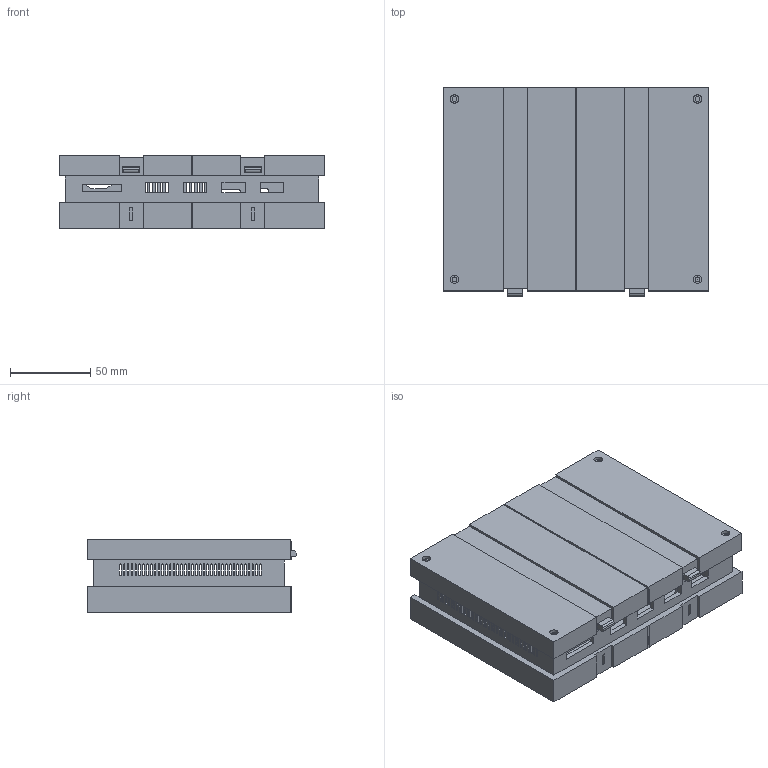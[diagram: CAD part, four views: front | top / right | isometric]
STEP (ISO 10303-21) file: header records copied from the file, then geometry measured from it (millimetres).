
FILE_DESCRIPTION(/* description */ (''),/* implementation_level */ '2;1');
FILE_NAME(/* name */ 'SwitchDock2 v54.step',/* time_stamp */ '2024-09-19T22:13:59+09:00',/* author */ (''),/* organization */ (''),/* preprocessor_version */ 'ST-DEVELOPER v20',/* originating_system */ 'Autodesk Translation Framework v13.14.0.145',/* authorisation */ '');
FILE_SCHEMA (('AUTOMOTIVE_DESIGN { 1 0 10303 214 3 1 1 }'));
Length unit declared in the file: millimetre
Products named in the file (22): SwitchDock2; BUTTON; BUTTON_1; ボード; 1-copper; 16-copper; 1-soldermask; 16-soldermask; Open CASCADE STEP translator 7.5 5; Open CASCADE STEP translator 7.5 5.1; Open CASCADE STEP translator 7.5 5.2; Open CASCADE STEP translator 7.5 5.3; Open CASCADE STEP translator 7.5 5.4; Open CASCADE STEP translator 7.5 5.4.1; Open CASCADE STEP translator 7.5 5.4.2; Open CASCADE STEP translator 7.5 5.4.3; Open CASCADE STEP translator 7.5 5.4.4; Open CASCADE STEP translator 7.5 5.5; Open CASCADE STEP translator 7.5 5.5.1; Open CASCADE STEP translator 7.5 5.5.2; Open CASCADE STEP translator 7.5 5.5.3; Open CASCADE STEP translator 7.5 5.5.4
Assembly tree (27 placements, depth 4):
  SwitchDock2
    BUTTON
      ボード
      1-copper
      16-copper
      1-soldermask
      16-soldermask
    BUTTON_1
      ボード
      1-copper
      16-copper
      1-soldermask
      16-soldermask
    Open CASCADE STEP translator 7.5 5  x2
      Open CASCADE STEP translator 7.5 5.1
      Open CASCADE STEP translator 7.5 5.2
      Open CASCADE STEP translator 7.5 5.3
      Open CASCADE STEP translator 7.5 5.4
        Open CASCADE STEP translator 7.5 5.4.1
        Open CASCADE STEP translator 7.5 5.4.2
        Open CASCADE STEP translator 7.5 5.4.3
        Open CASCADE STEP translator 7.5 5.4.4
      Open CASCADE STEP translator 7.5 5.5
        Open CASCADE STEP translator 7.5 5.5.1
        Open CASCADE STEP translator 7.5 5.5.2
        Open CASCADE STEP translator 7.5 5.5.3
        Open CASCADE STEP translator 7.5 5.5.4
Bounding box: 166 x 130.68 x 46 mm (x, y, z)
Volume: 230464.6 mm3; surface area: 150023.9 mm2
Topology: 84 solids, 84 shells, 1392 faces, 3602 edges, 2396 vertices
Faces by surface type: plane 944, cylinder 434, torus 10, cone 2, bspline 2
Full cylindrical faces by diameter (mm): 0.93 x40, 0.946 x20, 1 x32, 1.016 x16, 1.2 x8, 2.8 x2, 3 x12, 3.5 x2, 5 x2, 5.2 x4
Entity records: 33771 total; most frequent: CARTESIAN_POINT 6031, DIRECTION 5579, ORIENTED_EDGE 5498, EDGE_CURVE 2749, LINE 2059, VECTOR 2059, VERTEX_POINT 1829, AXIS2_PLACEMENT_3D 1760
